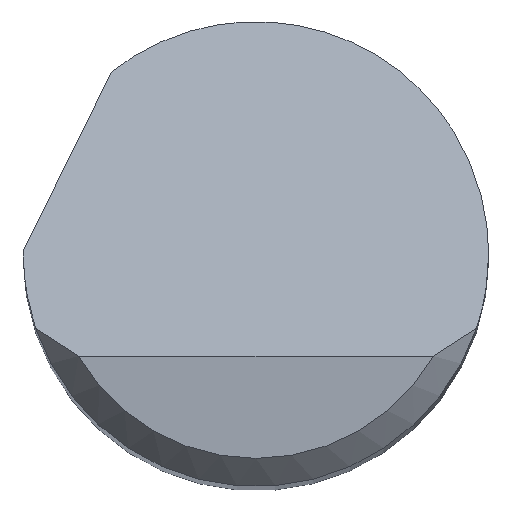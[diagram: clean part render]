
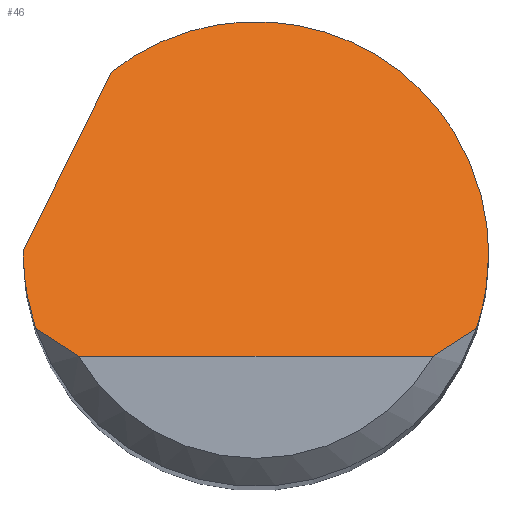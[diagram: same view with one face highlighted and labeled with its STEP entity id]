
A CAD part, top view. The second image highlights one B-rep face of the part: STEP entity #46.
In plain terms, the highlighted planar face has unit normal (0, 0.707, 0.707).
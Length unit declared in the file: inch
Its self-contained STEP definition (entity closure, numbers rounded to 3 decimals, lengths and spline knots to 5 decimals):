
#8 = EDGE_CURVE ( 'NONE', #797, #88, #605, .T. ) ;
#18 = CARTESIAN_POINT ( 'NONE',  ( 0.09526, -0.055, 2. ) ) ;
#20 = CARTESIAN_POINT ( 'NONE',  ( -0.12499, 0.00133, 1.94367 ) ) ;
#23 = CARTESIAN_POINT ( 'NONE',  ( -0.09526, -0.055, 2. ) ) ;
#32 = CARTESIAN_POINT ( 'NONE',  ( -0.09526, -0.055, 2. ) ) ;
#37 = CARTESIAN_POINT ( 'NONE',  ( 0., -0.055, 2. ) ) ;
#39 = CARTESIAN_POINT ( 'NONE',  ( -0.12279, -0.02708, 1.97208 ) ) ;
#46 = ADVANCED_FACE ( 'NONE', ( #489 ), #223, .F. ) ;
#47 = CARTESIAN_POINT ( 'NONE',  ( 0.12279, -0.02708, 1.97208 ) ) ;
#60 = EDGE_LOOP ( 'NONE', ( #728, #78, #652, #498, #561, #472, #306, #134 ) ) ;
#64 = DIRECTION ( 'NONE',  ( 0.329, 0.668, -0.668 ) ) ;
#78 = ORIENTED_EDGE ( 'NONE', *, *, #8, .T. ) ;
#88 = VERTEX_POINT ( 'NONE', #183 ) ;
#91 = CARTESIAN_POINT ( 'NONE',  ( 0.10339, -0.05031, 1.99531 ) ) ;
#134 = ORIENTED_EDGE ( 'NONE', *, *, #338, .T. ) ;
#168 = EDGE_CURVE ( 'NONE', #185, #531, #403, .T. ) ;
#173 =( BOUNDED_CURVE ( )  B_SPLINE_CURVE ( 3, ( #413, #680, #20, #280 ),
 .UNSPECIFIED., .F., .F. ) 
 B_SPLINE_CURVE_WITH_KNOTS ( ( 4, 4 ),
 ( 4.71239, 4.72839 ),
 .UNSPECIFIED. ) 
 CURVE ( )  GEOMETRIC_REPRESENTATION_ITEM ( )  RATIONAL_B_SPLINE_CURVE ( ( 1., 1., 1., 1. ) ) 
 REPRESENTATION_ITEM ( '' )  );
#183 = CARTESIAN_POINT ( 'NONE',  ( 0.11843, -0.04, 1.985 ) ) ;
#185 = VERTEX_POINT ( 'NONE', #705 ) ;
#204 = CARTESIAN_POINT ( 'NONE',  ( -0.11107, -0.04528, 1.99028 ) ) ;
#223 = PLANE ( 'NONE',  #257 ) ;
#225 = CARTESIAN_POINT ( 'NONE',  ( -0.10339, -0.05031, 1.99531 ) ) ;
#227 = CARTESIAN_POINT ( 'NONE',  ( -0.125, 0., 1.945 ) ) ;
#234 = DIRECTION ( 'NONE',  ( 1., 0., 0. ) ) ;
#237 = CARTESIAN_POINT ( 'NONE',  ( -0.125, -0.055, 2. ) ) ;
#246 = CARTESIAN_POINT ( 'NONE',  ( -0.12498, 0.002, 1.943 ) ) ;
#257 = AXIS2_PLACEMENT_3D ( 'NONE', #237, #564, #486 ) ;
#280 = CARTESIAN_POINT ( 'NONE',  ( -0.12498, 0.002, 1.943 ) ) ;
#291 = CARTESIAN_POINT ( 'NONE',  ( 0.11843, -0.04, 1.985 ) ) ;
#306 = ORIENTED_EDGE ( 'NONE', *, *, #468, .F. ) ;
#338 = EDGE_CURVE ( 'NONE', #727, #792, #530, .T. ) ;
#359 = EDGE_CURVE ( 'NONE', #588, #185, #730, .T. ) ;
#362 = CARTESIAN_POINT ( 'NONE',  ( -0.15003, -0.04883, 1.99383 ) ) ;
#367 = VECTOR ( 'NONE', #234, 39.37008 ) ;
#368 = CARTESIAN_POINT ( 'NONE',  ( 0.11107, -0.04528, 1.99028 ) ) ;
#382 = EDGE_CURVE ( 'NONE', #792, #797, #488, .T. ) ;
#403 =( BOUNDED_CURVE ( )  B_SPLINE_CURVE ( 3, ( #642, #778, #447, #714 ),
 .UNSPECIFIED., .F., .T. ) 
 B_SPLINE_CURVE_WITH_KNOTS ( ( 4, 4 ),
 ( 5.61191, 7.85398 ),
 .UNSPECIFIED. ) 
 CURVE ( )  GEOMETRIC_REPRESENTATION_ITEM ( )  RATIONAL_B_SPLINE_CURVE ( ( 1., 0.623, 0.623, 1. ) ) 
 REPRESENTATION_ITEM ( '' )  );
#413 = CARTESIAN_POINT ( 'NONE',  ( -0.125, 0., 1.945 ) ) ;
#447 = CARTESIAN_POINT ( 'NONE',  ( 0.125, 0.12043, 1.82457 ) ) ;
#468 = EDGE_CURVE ( 'NONE', #727, #581, #487, .T. ) ;
#472 = ORIENTED_EDGE ( 'NONE', *, *, #813, .F. ) ;
#486 = DIRECTION ( 'NONE',  ( 0., 0.707, -0.707 ) ) ;
#487 =( BOUNDED_CURVE ( )  B_SPLINE_CURVE ( 3, ( #573, #39, #828, #227 ),
 .UNSPECIFIED., .F., .T. ) 
 B_SPLINE_CURVE_WITH_KNOTS ( ( 4, 4 ),
 ( 4.38666, 4.71239 ),
 .UNSPECIFIED. ) 
 CURVE ( )  GEOMETRIC_REPRESENTATION_ITEM ( )  RATIONAL_B_SPLINE_CURVE ( ( 1., 0.991, 0.991, 1. ) ) 
 REPRESENTATION_ITEM ( '' )  );
#488 = LINE ( 'NONE', #37, #367 ) ;
#489 = FACE_OUTER_BOUND ( 'NONE', #60, .T. ) ;
#498 = ORIENTED_EDGE ( 'NONE', *, *, #168, .F. ) ;
#499 = EDGE_CURVE ( 'NONE', #531, #88, #579, .T. ) ;
#505 = CARTESIAN_POINT ( 'NONE',  ( 0.125, 0., 1.945 ) ) ;
#530 = B_SPLINE_CURVE_WITH_KNOTS ( 'NONE', 3,
 ( #658, #204, #225, #32 ),
 .UNSPECIFIED., .F., .F.,
 ( 4, 4 ),
 ( 0., 0.0008 ),
 .UNSPECIFIED. ) ;
#531 = VERTEX_POINT ( 'NONE', #766 ) ;
#561 = ORIENTED_EDGE ( 'NONE', *, *, #359, .F. ) ;
#564 = DIRECTION ( 'NONE',  ( 0., -0.707, -0.707 ) ) ;
#566 = CARTESIAN_POINT ( 'NONE',  ( 0.11843, -0.04, 1.985 ) ) ;
#570 = CARTESIAN_POINT ( 'NONE',  ( 0.125, -0.01363, 1.95863 ) ) ;
#573 = CARTESIAN_POINT ( 'NONE',  ( -0.11843, -0.04, 1.985 ) ) ;
#579 =( BOUNDED_CURVE ( )  B_SPLINE_CURVE ( 3, ( #505, #570, #47, #566 ),
 .UNSPECIFIED., .F., .T. ) 
 B_SPLINE_CURVE_WITH_KNOTS ( ( 4, 4 ),
 ( 1.5708, 1.89653 ),
 .UNSPECIFIED. ) 
 CURVE ( )  GEOMETRIC_REPRESENTATION_ITEM ( )  RATIONAL_B_SPLINE_CURVE ( ( 1., 0.991, 0.991, 1. ) ) 
 REPRESENTATION_ITEM ( '' )  );
#581 = VERTEX_POINT ( 'NONE', #835 ) ;
#588 = VERTEX_POINT ( 'NONE', #246 ) ;
#605 = B_SPLINE_CURVE_WITH_KNOTS ( 'NONE', 3,
 ( #702, #91, #368, #291 ),
 .UNSPECIFIED., .F., .F.,
 ( 4, 4 ),
 ( 0., 0.0008 ),
 .UNSPECIFIED. ) ;
#627 = VECTOR ( 'NONE', #64, 39.37008 ) ;
#642 = CARTESIAN_POINT ( 'NONE',  ( -0.07775, 0.09788, 1.84712 ) ) ;
#652 = ORIENTED_EDGE ( 'NONE', *, *, #499, .F. ) ;
#658 = CARTESIAN_POINT ( 'NONE',  ( -0.11843, -0.04, 1.985 ) ) ;
#659 = CARTESIAN_POINT ( 'NONE',  ( -0.11843, -0.04, 1.985 ) ) ;
#680 = CARTESIAN_POINT ( 'NONE',  ( -0.125, 0.00067, 1.94433 ) ) ;
#702 = CARTESIAN_POINT ( 'NONE',  ( 0.09526, -0.055, 2. ) ) ;
#705 = CARTESIAN_POINT ( 'NONE',  ( -0.07775, 0.09788, 1.84712 ) ) ;
#714 = CARTESIAN_POINT ( 'NONE',  ( 0.125, 0., 1.945 ) ) ;
#727 = VERTEX_POINT ( 'NONE', #659 ) ;
#728 = ORIENTED_EDGE ( 'NONE', *, *, #382, .T. ) ;
#730 = LINE ( 'NONE', #362, #627 ) ;
#766 = CARTESIAN_POINT ( 'NONE',  ( 0.125, 0., 1.945 ) ) ;
#778 = CARTESIAN_POINT ( 'NONE',  ( 0.01655, 0.17278, 1.77222 ) ) ;
#792 = VERTEX_POINT ( 'NONE', #23 ) ;
#797 = VERTEX_POINT ( 'NONE', #18 ) ;
#813 = EDGE_CURVE ( 'NONE', #581, #588, #173, .T. ) ;
#828 = CARTESIAN_POINT ( 'NONE',  ( -0.125, -0.01363, 1.95863 ) ) ;
#835 = CARTESIAN_POINT ( 'NONE',  ( -0.125, 0., 1.945 ) ) ;
